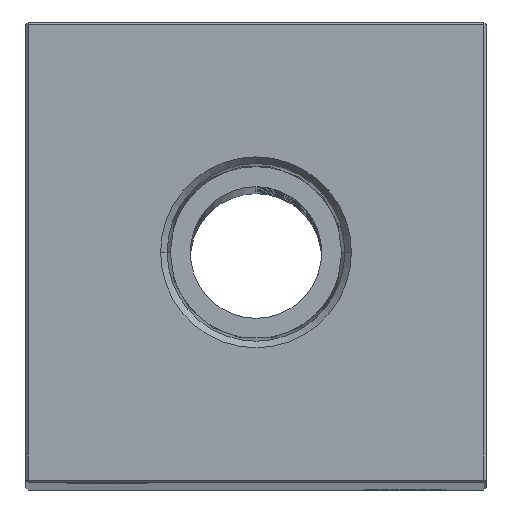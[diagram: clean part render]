
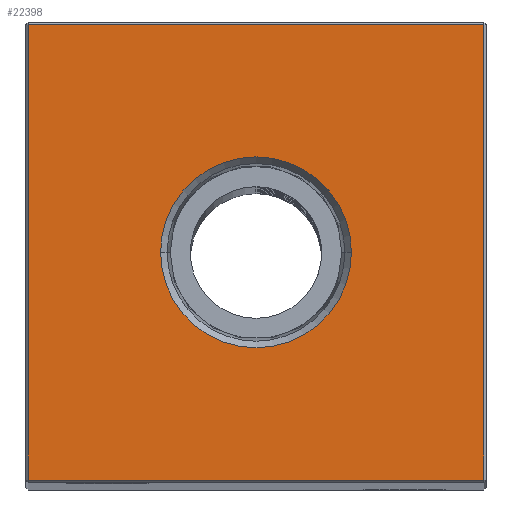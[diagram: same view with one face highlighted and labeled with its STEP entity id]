
A CAD part, top view. The second image highlights one B-rep face of the part: STEP entity #22398.
In plain terms, the highlighted planar face has unit normal (0, 0, 1).
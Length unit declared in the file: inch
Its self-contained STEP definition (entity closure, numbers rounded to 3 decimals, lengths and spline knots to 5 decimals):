
#142 = AXIS2_PLACEMENT_3D ( 'NONE', #12400, #23238, #33956 ) ;
#872 = DIRECTION ( 'NONE',  ( -1., 0., 0. ) ) ;
#974 = VERTEX_POINT ( 'NONE', #13026 ) ;
#1671 = CARTESIAN_POINT ( 'NONE',  ( 0.865, 0., 16. ) ) ;
#1722 = DIRECTION ( 'NONE',  ( 1., 0., 0. ) ) ;
#2695 = VECTOR ( 'NONE', #872, 39.37008 ) ;
#4043 = DIRECTION ( 'NONE',  ( 1., 0., 0. ) ) ;
#4424 = ORIENTED_EDGE ( 'NONE', *, *, #18094, .F. ) ;
#4727 = CIRCLE ( 'NONE', #24418, 0.3626 ) ;
#6156 = EDGE_CURVE ( 'NONE', #33446, #974, #25755, .T. ) ;
#6223 = DIRECTION ( 'NONE',  ( 0., -1., 0. ) ) ;
#6358 = ORIENTED_EDGE ( 'NONE', *, *, #6156, .T. ) ;
#6980 = CARTESIAN_POINT ( 'NONE',  ( 0.3626, 0., 16. ) ) ;
#7215 = EDGE_CURVE ( 'NONE', #29695, #7657, #14826, .T. ) ;
#7657 = VERTEX_POINT ( 'NONE', #22712 ) ;
#7847 = DIRECTION ( 'NONE',  ( 0., 0., 1. ) ) ;
#9422 = PLANE ( 'NONE',  #142 ) ;
#9431 = CARTESIAN_POINT ( 'NONE',  ( -0.865, 0.865, 16. ) ) ;
#9580 = EDGE_CURVE ( 'NONE', #32023, #33446, #14984, .T. ) ;
#12252 = DIRECTION ( 'NONE',  ( 0., 1., 0. ) ) ;
#12400 = CARTESIAN_POINT ( 'NONE',  ( 0., 0., 16. ) ) ;
#13026 = CARTESIAN_POINT ( 'NONE',  ( 0.865, 0.865, 16. ) ) ;
#14055 = LINE ( 'NONE', #24886, #2695 ) ;
#14260 = EDGE_LOOP ( 'NONE', ( #17902, #4424 ) ) ;
#14826 = CIRCLE ( 'NONE', #34546, 0.3626 ) ;
#14984 = LINE ( 'NONE', #25810, #19661 ) ;
#17391 = CARTESIAN_POINT ( 'NONE',  ( 0., 0., 16. ) ) ;
#17902 = ORIENTED_EDGE ( 'NONE', *, *, #7215, .F. ) ;
#18094 = EDGE_CURVE ( 'NONE', #7657, #29695, #4727, .T. ) ;
#18493 = CARTESIAN_POINT ( 'NONE',  ( -0.865, -0.865, 16. ) ) ;
#18616 = DIRECTION ( 'NONE',  ( 1., 0., 0. ) ) ;
#19624 = LINE ( 'NONE', #30400, #21822 ) ;
#19661 = VECTOR ( 'NONE', #1722, 39.37008 ) ;
#19741 = EDGE_CURVE ( 'NONE', #974, #29386, #14055, .T. ) ;
#21822 = VECTOR ( 'NONE', #6223, 39.37008 ) ;
#21837 = ORIENTED_EDGE ( 'NONE', *, *, #9580, .T. ) ;
#22398 = ADVANCED_FACE ( 'NONE', ( #22895, #33625 ), #9422, .F. ) ;
#22712 = CARTESIAN_POINT ( 'NONE',  ( -0.3626, 0., 16. ) ) ;
#22895 = FACE_OUTER_BOUND ( 'NONE', #25405, .T. ) ;
#23185 = CARTESIAN_POINT ( 'NONE',  ( 0.865, -0.865, 16. ) ) ;
#23238 = DIRECTION ( 'NONE',  ( 0., 0., -1. ) ) ;
#24418 = AXIS2_PLACEMENT_3D ( 'NONE', #32043, #7847, #18616 ) ;
#24886 = CARTESIAN_POINT ( 'NONE',  ( 0., 0.865, 16. ) ) ;
#24985 = ORIENTED_EDGE ( 'NONE', *, *, #28415, .T. ) ;
#25337 = VECTOR ( 'NONE', #12252, 39.37008 ) ;
#25405 = EDGE_LOOP ( 'NONE', ( #24985, #21837, #6358, #34614 ) ) ;
#25755 = LINE ( 'NONE', #1671, #25337 ) ;
#25810 = CARTESIAN_POINT ( 'NONE',  ( 0., -0.865, 16. ) ) ;
#28188 = DIRECTION ( 'NONE',  ( 0., 0., 1. ) ) ;
#28415 = EDGE_CURVE ( 'NONE', #29386, #32023, #19624, .T. ) ;
#29386 = VERTEX_POINT ( 'NONE', #9431 ) ;
#29695 = VERTEX_POINT ( 'NONE', #6980 ) ;
#30400 = CARTESIAN_POINT ( 'NONE',  ( -0.865, 0., 16. ) ) ;
#32023 = VERTEX_POINT ( 'NONE', #18493 ) ;
#32043 = CARTESIAN_POINT ( 'NONE',  ( 0., 0., 16. ) ) ;
#33446 = VERTEX_POINT ( 'NONE', #23185 ) ;
#33625 = FACE_BOUND ( 'NONE', #14260, .T. ) ;
#33956 = DIRECTION ( 'NONE',  ( -1., 0., 0. ) ) ;
#34546 = AXIS2_PLACEMENT_3D ( 'NONE', #17391, #28188, #4043 ) ;
#34614 = ORIENTED_EDGE ( 'NONE', *, *, #19741, .T. ) ;
